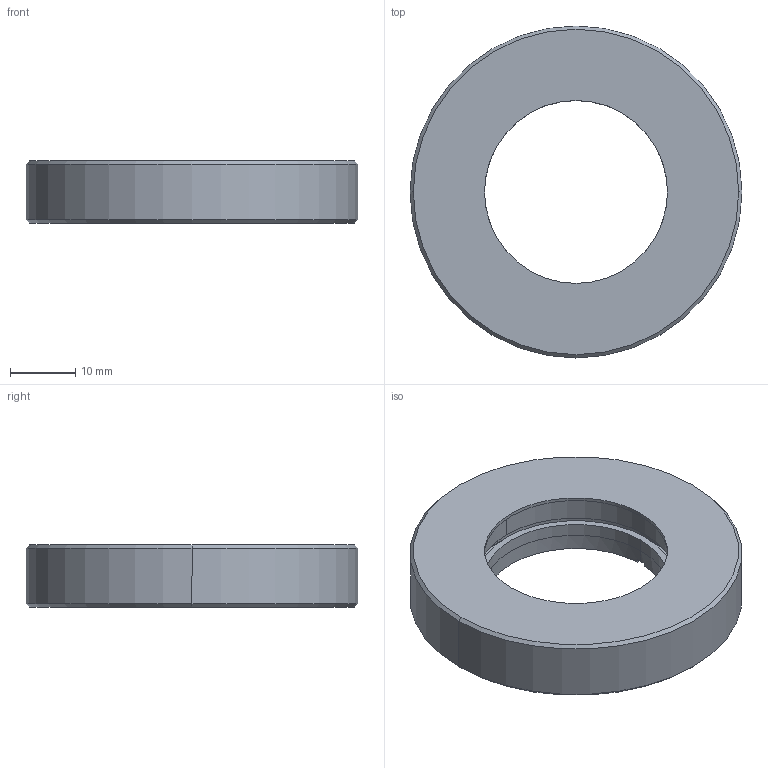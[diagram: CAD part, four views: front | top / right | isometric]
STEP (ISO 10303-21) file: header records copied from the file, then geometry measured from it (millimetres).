
FILE_DESCRIPTION (( 'STEP AP203' ), '1' );
FILE_NAME ('GCT-080214 俋倰芞.STEP', '2017-01-19T02:19:20', ( 'Lxtx999.CoM' ), ( 'Lxtx999.CoM' ), 'SwSTEP 2.0', 'SolidWorks 2012', '' );
FILE_SCHEMA (( 'CONFIG_CONTROL_DESIGN' ));
Length unit declared in the file: centimetre
Products named in the file (1): GCT-080214 俋倰芞
Bounding box: 50.8 x 50.8 x 9.5 mm (x, y, z)
Surface area: 6292.8 mm2 (no closed solid volume)
Topology: 0 solids, 3 shells, 34 faces, 82 edges, 54 vertices
Faces by surface type: cylinder 14, plane 14, cone 6
Entity records: 1091 total; most frequent: DIRECTION 198, CARTESIAN_POINT 171, ORIENTED_EDGE 156, EDGE_CURVE 82, AXIS2_PLACEMENT_3D 81, VERTEX_POINT 54, CIRCLE 46, EDGE_LOOP 40
